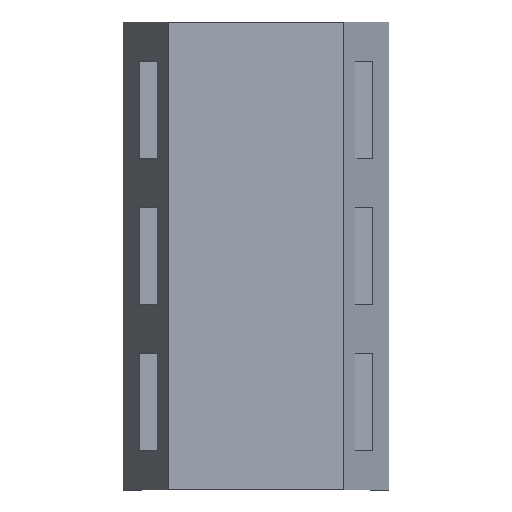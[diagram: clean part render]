
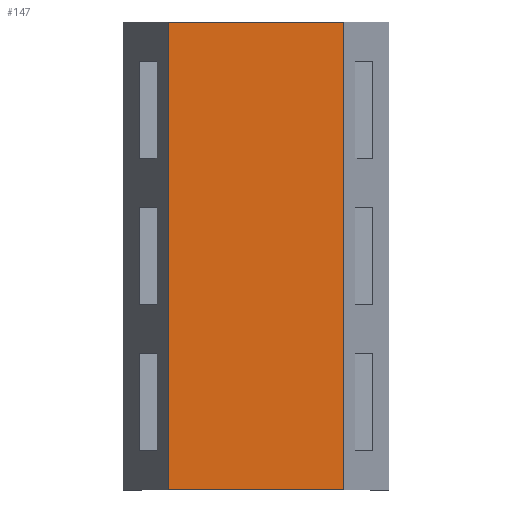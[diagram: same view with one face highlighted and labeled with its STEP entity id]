
A CAD part, top view. The second image highlights one B-rep face of the part: STEP entity #147.
In plain terms, the highlighted planar face has unit normal (0, 0, 1).
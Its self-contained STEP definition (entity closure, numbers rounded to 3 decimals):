
#111=AXIS2_PLACEMENT_3D('Plane Axis2P3D',#108,#109,#110) ;
#108=CARTESIAN_POINT('Axis2P3D Location',(2.309,0.,4.)) ;
#113=CARTESIAN_POINT('Line Origine',(6.809,24.,4.)) ;
#117=CARTESIAN_POINT('Vertex',(11.309,24.,4.)) ;
#119=CARTESIAN_POINT('Vertex',(2.309,24.,4.)) ;
#122=CARTESIAN_POINT('Line Origine',(2.309,12.,4.)) ;
#126=CARTESIAN_POINT('Vertex',(2.309,0.,4.)) ;
#129=CARTESIAN_POINT('Line Origine',(6.809,0.,4.)) ;
#133=CARTESIAN_POINT('Vertex',(11.309,0.,4.)) ;
#136=CARTESIAN_POINT('Line Origine',(11.309,12.,4.)) ;
#109=DIRECTION('Axis2P3D Direction',(-0.,0.,1.)) ;
#110=DIRECTION('Axis2P3D XDirection',(1.,0.,0.)) ;
#114=DIRECTION('Vector Direction',(1.,0.,0.)) ;
#123=DIRECTION('Vector Direction',(0.,1.,0.)) ;
#130=DIRECTION('Vector Direction',(1.,0.,0.)) ;
#137=DIRECTION('Vector Direction',(0.,1.,0.)) ;
#115=VECTOR('Line Direction',#114,1.) ;
#124=VECTOR('Line Direction',#123,1.) ;
#131=VECTOR('Line Direction',#130,1.) ;
#138=VECTOR('Line Direction',#137,1.) ;
#142=ORIENTED_EDGE('',*,*,#121,.T.) ;
#143=ORIENTED_EDGE('',*,*,#128,.F.) ;
#144=ORIENTED_EDGE('',*,*,#135,.F.) ;
#145=ORIENTED_EDGE('',*,*,#140,.T.) ;
#147=ADVANCED_FACE('S3D gedreht',(#146),#112,.T.) ;
#121=EDGE_CURVE('',#118,#120,#116,.F.) ;
#128=EDGE_CURVE('',#127,#120,#125,.T.) ;
#135=EDGE_CURVE('',#134,#127,#132,.F.) ;
#140=EDGE_CURVE('',#134,#118,#139,.T.) ;
#141=EDGE_LOOP('',(#142,#143,#144,#145)) ;
#146=FACE_OUTER_BOUND('',#141,.T.) ;
#116=LINE('Line',#113,#115) ;
#125=LINE('Line',#122,#124) ;
#132=LINE('Line',#129,#131) ;
#139=LINE('Line',#136,#138) ;
#112=PLANE('',#111) ;
#118=VERTEX_POINT('',#117) ;
#120=VERTEX_POINT('',#119) ;
#127=VERTEX_POINT('',#126) ;
#134=VERTEX_POINT('',#133) ;
